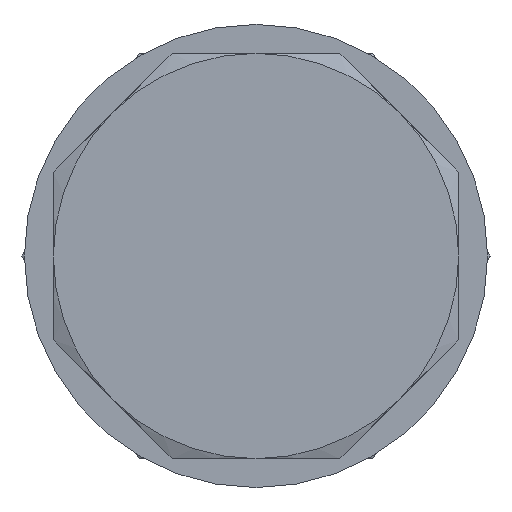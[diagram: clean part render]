
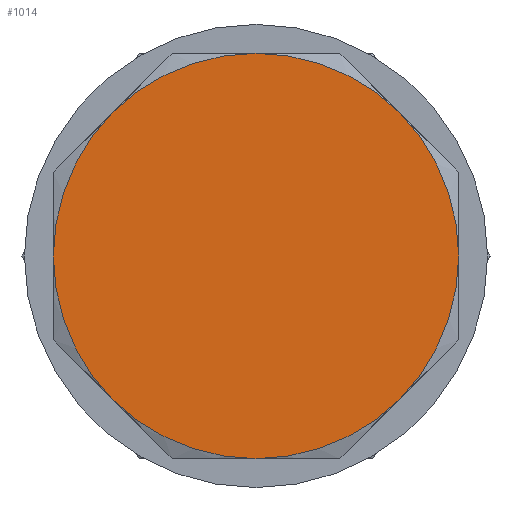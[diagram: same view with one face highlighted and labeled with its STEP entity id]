
A CAD part, front view. The second image highlights one B-rep face of the part: STEP entity #1014.
In plain terms, the highlighted planar face has unit normal (0, -1, 0).
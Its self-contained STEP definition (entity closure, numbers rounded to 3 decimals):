
#102 = EDGE_LOOP ( 'NONE', ( #1480, #1509, #1510, #1472, #1465, #1471, #1674, #1620 ) ) ;
#190 = DIRECTION ( 'NONE',  ( 0.383, 0., 0.924 ) ) ;
#226 = CARTESIAN_POINT ( 'NONE',  ( 3.834, -2.9, -9.256 ) ) ;
#228 = PLANE ( 'NONE',  #2620 ) ;
#230 = DIRECTION ( 'NONE',  ( 0., -1., 0. ) ) ;
#541 = CARTESIAN_POINT ( 'NONE',  ( 0., -2.9, 0. ) ) ;
#558 = DIRECTION ( 'NONE',  ( 0., 0., 1. ) ) ;
#560 = DIRECTION ( 'NONE',  ( 0., -1., 0. ) ) ;
#562 = CARTESIAN_POINT ( 'NONE',  ( 0., -2.9, 0. ) ) ;
#643 = CARTESIAN_POINT ( 'NONE',  ( 0., -2.9, 0. ) ) ;
#644 = DIRECTION ( 'NONE',  ( 0., 0., 1. ) ) ;
#647 = DIRECTION ( 'NONE',  ( 0., -1., 0. ) ) ;
#654 = DIRECTION ( 'NONE',  ( 0., 0., 1. ) ) ;
#659 = DIRECTION ( 'NONE',  ( 0., -1., 0. ) ) ;
#708 = CIRCLE ( 'NONE', #1394, 7. ) ;
#736 = CIRCLE ( 'NONE', #1397, 7. ) ;
#738 = CIRCLE ( 'NONE', #1398, 7. ) ;
#742 = CIRCLE ( 'NONE', #1399, 7. ) ;
#848 = CIRCLE ( 'NONE', #1436, 7. ) ;
#859 = CIRCLE ( 'NONE', #1438, 7. ) ;
#865 = CIRCLE ( 'NONE', #1444, 7. ) ;
#866 = CIRCLE ( 'NONE', #1445, 7. ) ;
#1014 = ADVANCED_FACE ( 'NONE', ( #2751 ), #228, .T. ) ;
#1073 = EDGE_CURVE ( 'NONE', #1905, #1903, #708, .T. ) ;
#1092 = EDGE_CURVE ( 'NONE', #1831, #1907, #736, .T. ) ;
#1093 = EDGE_CURVE ( 'NONE', #1903, #1902, #738, .T. ) ;
#1099 = EDGE_CURVE ( 'NONE', #1910, #1831, #742, .T. ) ;
#1394 = AXIS2_PLACEMENT_3D ( 'NONE', #541, #647, #644 ) ;
#1397 = AXIS2_PLACEMENT_3D ( 'NONE', #643, #659, #654 ) ;
#1398 = AXIS2_PLACEMENT_3D ( 'NONE', #562, #560, #558 ) ;
#1399 = AXIS2_PLACEMENT_3D ( 'NONE', #2343, #2344, #2345 ) ;
#1436 = AXIS2_PLACEMENT_3D ( 'NONE', #1968, #2190, #1983 ) ;
#1438 = AXIS2_PLACEMENT_3D ( 'NONE', #2043, #2045, #2313 ) ;
#1444 = AXIS2_PLACEMENT_3D ( 'NONE', #2071, #2174, #2072 ) ;
#1445 = AXIS2_PLACEMENT_3D ( 'NONE', #2074, #2073, #2171 ) ;
#1465 = ORIENTED_EDGE ( 'NONE', *, *, #1073, .T. ) ;
#1471 = ORIENTED_EDGE ( 'NONE', *, *, #1093, .T. ) ;
#1472 = ORIENTED_EDGE ( 'NONE', *, *, #2457, .T. ) ;
#1480 = ORIENTED_EDGE ( 'NONE', *, *, #1099, .T. ) ;
#1509 = ORIENTED_EDGE ( 'NONE', *, *, #1092, .T. ) ;
#1510 = ORIENTED_EDGE ( 'NONE', *, *, #2816, .T. ) ;
#1620 = ORIENTED_EDGE ( 'NONE', *, *, #2453, .T. ) ;
#1674 = ORIENTED_EDGE ( 'NONE', *, *, #2466, .T. ) ;
#1831 = VERTEX_POINT ( 'NONE', #2013 ) ;
#1901 = VERTEX_POINT ( 'NONE', #2042 ) ;
#1902 = VERTEX_POINT ( 'NONE', #2050 ) ;
#1903 = VERTEX_POINT ( 'NONE', #1972 ) ;
#1905 = VERTEX_POINT ( 'NONE', #1971 ) ;
#1906 = VERTEX_POINT ( 'NONE', #2057 ) ;
#1907 = VERTEX_POINT ( 'NONE', #2320 ) ;
#1910 = VERTEX_POINT ( 'NONE', #2055 ) ;
#1968 = CARTESIAN_POINT ( 'NONE',  ( 0., -2.9, 0. ) ) ;
#1971 = CARTESIAN_POINT ( 'NONE',  ( 0., -2.9, -7. ) ) ;
#1972 = CARTESIAN_POINT ( 'NONE',  ( 4.95, -2.9, -4.95 ) ) ;
#1983 = DIRECTION ( 'NONE',  ( 0., 0., 1. ) ) ;
#2013 = CARTESIAN_POINT ( 'NONE',  ( -4.95, -2.9, 4.95 ) ) ;
#2042 = CARTESIAN_POINT ( 'NONE',  ( 4.95, -2.9, 4.95 ) ) ;
#2043 = CARTESIAN_POINT ( 'NONE',  ( 0., -2.9, 0. ) ) ;
#2045 = DIRECTION ( 'NONE',  ( 0., -1., 0. ) ) ;
#2050 = CARTESIAN_POINT ( 'NONE',  ( 7., -2.9, 0. ) ) ;
#2055 = CARTESIAN_POINT ( 'NONE',  ( 0., -2.9, 7. ) ) ;
#2057 = CARTESIAN_POINT ( 'NONE',  ( -4.95, -2.9, -4.95 ) ) ;
#2071 = CARTESIAN_POINT ( 'NONE',  ( 0., -2.9, 0. ) ) ;
#2072 = DIRECTION ( 'NONE',  ( 0., 0., 1. ) ) ;
#2073 = DIRECTION ( 'NONE',  ( 0., -1., 0. ) ) ;
#2074 = CARTESIAN_POINT ( 'NONE',  ( 0., -2.9, 0. ) ) ;
#2171 = DIRECTION ( 'NONE',  ( 0., 0., 1. ) ) ;
#2174 = DIRECTION ( 'NONE',  ( 0., -1., 0. ) ) ;
#2190 = DIRECTION ( 'NONE',  ( 0., -1., 0. ) ) ;
#2313 = DIRECTION ( 'NONE',  ( 0., 0., 1. ) ) ;
#2320 = CARTESIAN_POINT ( 'NONE',  ( -7., -2.9, 0. ) ) ;
#2343 = CARTESIAN_POINT ( 'NONE',  ( 0., -2.9, 0. ) ) ;
#2344 = DIRECTION ( 'NONE',  ( 0., -1., 0. ) ) ;
#2345 = DIRECTION ( 'NONE',  ( 0., 0., 1. ) ) ;
#2453 = EDGE_CURVE ( 'NONE', #1901, #1910, #848, .T. ) ;
#2457 = EDGE_CURVE ( 'NONE', #1906, #1905, #859, .T. ) ;
#2466 = EDGE_CURVE ( 'NONE', #1902, #1901, #865, .T. ) ;
#2620 = AXIS2_PLACEMENT_3D ( 'NONE', #226, #230, #190 ) ;
#2751 = FACE_OUTER_BOUND ( 'NONE', #102, .T. ) ;
#2816 = EDGE_CURVE ( 'NONE', #1907, #1906, #866, .T. ) ;
